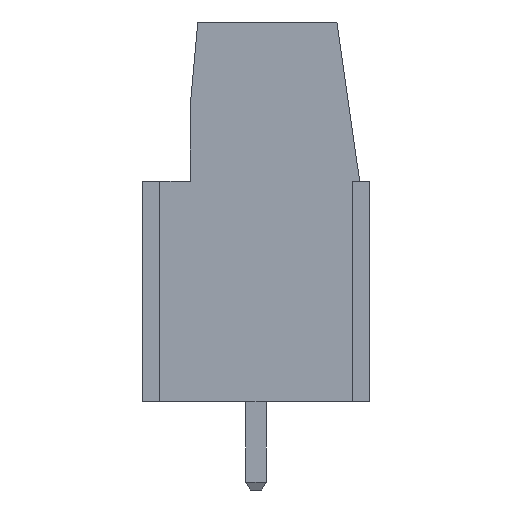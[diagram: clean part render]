
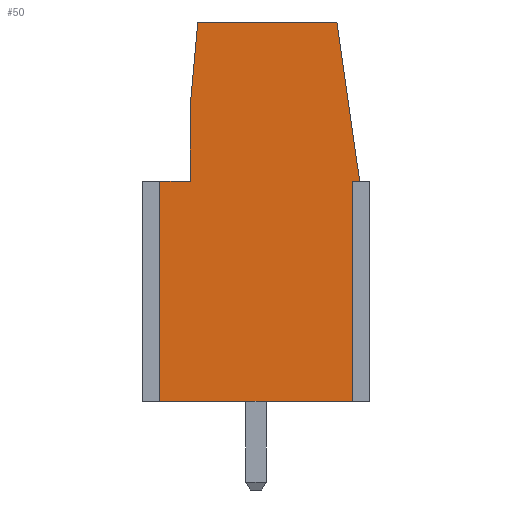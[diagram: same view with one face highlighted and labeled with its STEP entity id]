
A CAD part, left-side view. The second image highlights one B-rep face of the part: STEP entity #50.
In plain terms, the highlighted planar face has unit normal (-1, 0, 0).
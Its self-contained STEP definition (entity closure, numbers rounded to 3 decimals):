
#50=ADVANCED_FACE('',(#131),#132,.F.);
#131=FACE_OUTER_BOUND('',#291,.T.);
#132=PLANE('',#292);
#291=EDGE_LOOP('',(#483,#484,#485,#486,#487,#488,#489,#490,#491));
#292=AXIS2_PLACEMENT_3D('',#492,#493,#494);
#483=ORIENTED_EDGE('',*,*,#1067,.F.);
#484=ORIENTED_EDGE('',*,*,#1068,.F.);
#485=ORIENTED_EDGE('',*,*,#1069,.F.);
#486=ORIENTED_EDGE('',*,*,#1070,.F.);
#487=ORIENTED_EDGE('',*,*,#1071,.F.);
#488=ORIENTED_EDGE('',*,*,#1072,.F.);
#489=ORIENTED_EDGE('',*,*,#1073,.F.);
#490=ORIENTED_EDGE('',*,*,#1074,.T.);
#491=ORIENTED_EDGE('',*,*,#1075,.F.);
#492=CARTESIAN_POINT('',(-7.5,0.0,0.0));
#493=DIRECTION('',(1.0,0.0,0.0));
#494=DIRECTION('',(0.0,1.0,-0.0));
#1067=EDGE_CURVE('',#1276,#1277,#1278,.T.);
#1068=EDGE_CURVE('',#1279,#1276,#1280,.T.);
#1069=EDGE_CURVE('',#1281,#1279,#1282,.T.);
#1070=EDGE_CURVE('',#1283,#1281,#1284,.T.);
#1071=EDGE_CURVE('',#1285,#1283,#1286,.T.);
#1072=EDGE_CURVE('',#1287,#1285,#1288,.T.);
#1073=EDGE_CURVE('',#1289,#1287,#1290,.T.);
#1074=EDGE_CURVE('',#1289,#1291,#1292,.T.);
#1075=EDGE_CURVE('',#1277,#1291,#1293,.T.);
#1276=VERTEX_POINT('',#1594);
#1277=VERTEX_POINT('',#1595);
#1278=LINE('',#1596,#1597);
#1279=VERTEX_POINT('',#1598);
#1280=LINE('',#1599,#1600);
#1281=VERTEX_POINT('',#1601);
#1282=LINE('',#1602,#1603);
#1283=VERTEX_POINT('',#1604);
#1284=LINE('',#1605,#1606);
#1285=VERTEX_POINT('',#1607);
#1286=LINE('',#1608,#1609);
#1287=VERTEX_POINT('',#1610);
#1288=LINE('',#1611,#1612);
#1289=VERTEX_POINT('',#1613);
#1290=LINE('',#1614,#1615);
#1291=VERTEX_POINT('',#1616);
#1292=LINE('',#1617,#1618);
#1293=LINE('',#1619,#1620);
#1594=CARTESIAN_POINT('',(-7.5,-3.2,0.0));
#1595=CARTESIAN_POINT('',(-7.5,-4.1,-6.3));
#1596=CARTESIAN_POINT('',(-7.5,-3.2,0.0));
#1597=VECTOR('',#2049,6.364);
#1598=CARTESIAN_POINT('',(-7.5,2.3,0.0));
#1599=CARTESIAN_POINT('',(-7.5,2.3,0.0));
#1600=VECTOR('',#2050,5.5);
#1601=CARTESIAN_POINT('',(-7.5,2.6,-3.3));
#1602=CARTESIAN_POINT('',(-7.5,2.6,-3.3));
#1603=VECTOR('',#2051,3.314);
#1604=CARTESIAN_POINT('',(-7.5,2.6,-6.3));
#1605=CARTESIAN_POINT('',(-7.5,2.6,-6.3));
#1606=VECTOR('',#2052,3.0);
#1607=CARTESIAN_POINT('',(-7.5,3.8,-6.3));
#1608=CARTESIAN_POINT('',(-7.5,3.8,-6.3));
#1609=VECTOR('',#2053,1.2);
#1610=CARTESIAN_POINT('',(-7.5,3.8,-15.0));
#1611=CARTESIAN_POINT('',(-7.5,3.8,-15.0));
#1612=VECTOR('',#2054,8.7);
#1613=CARTESIAN_POINT('',(-7.5,-3.8,-15.0));
#1614=CARTESIAN_POINT('',(-7.5,-3.8,-15.0));
#1615=VECTOR('',#2055,7.6);
#1616=CARTESIAN_POINT('',(-7.5,-3.8,-6.3));
#1617=CARTESIAN_POINT('',(-7.5,-3.8,-15.0));
#1618=VECTOR('',#2056,8.7);
#1619=CARTESIAN_POINT('',(-7.5,-4.1,-6.3));
#1620=VECTOR('',#2057,0.3);
#2049=DIRECTION('',(0.0,-0.141,-0.99));
#2050=DIRECTION('',(0.0,-1.0,0.0));
#2051=DIRECTION('',(0.0,-0.091,0.996));
#2052=DIRECTION('',(0.0,0.0,1.0));
#2053=DIRECTION('',(0.0,-1.0,0.0));
#2054=DIRECTION('',(0.0,0.0,1.0));
#2055=DIRECTION('',(0.0,1.0,0.0));
#2056=DIRECTION('',(0.0,0.0,1.0));
#2057=DIRECTION('',(0.0,1.0,0.0));
